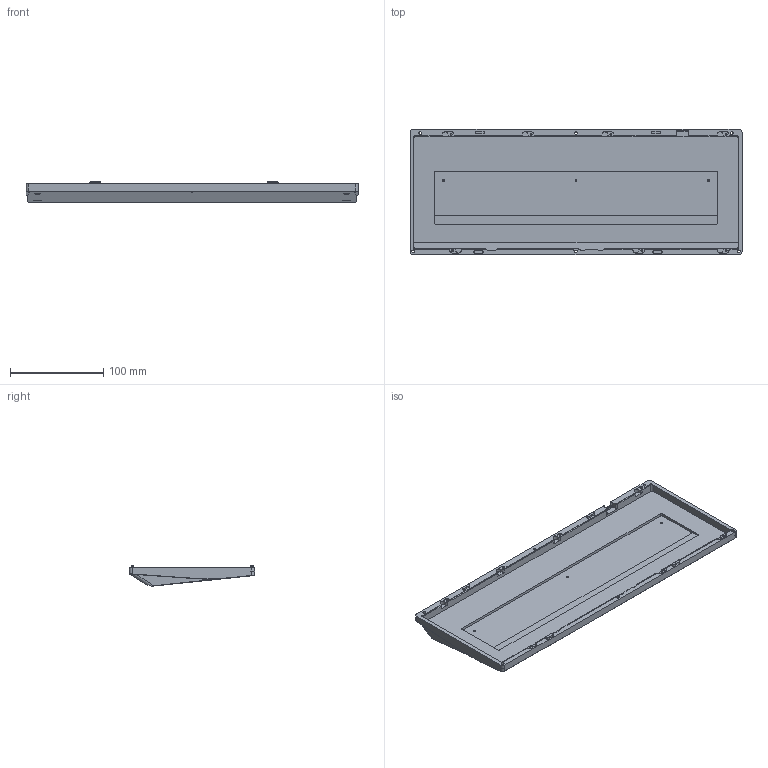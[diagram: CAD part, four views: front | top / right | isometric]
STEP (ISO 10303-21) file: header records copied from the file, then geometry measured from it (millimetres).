
FILE_DESCRIPTION(/* description */ (''),/* implementation_level */ '2;1');
FILE_NAME(/* name */ 'bottom.step',/* time_stamp */ '2024-01-27T19:32:56Z',/* author */ (''),/* organization */ (''),/* preprocessor_version */ 'ST-DEVELOPER v20',/* originating_system */ 'Autodesk Translation Framework v12.14.0.127',/* authorisation */ '');
FILE_SCHEMA (('AUTOMOTIVE_DESIGN { 1 0 10303 214 3 1 1 }'));
Length unit declared in the file: millimetre
Products named in the file (2): (Unsaved); Bottom
Assembly tree (1 placements, depth 2):
  (Unsaved)
    Bottom
Bounding box: 356.61 x 134.48 x 21.62 mm (x, y, z)
Volume: 257085 mm3; surface area: 117444.5 mm2
Topology: 1 solids, 1 shells, 313 faces, 844 edges, 547 vertices
Faces by surface type: plane 147, cylinder 134, cone 25, bspline 7
Full cylindrical faces by diameter (mm): 2.075 x10, 2.9 x6, 4.9 x6, 8 x4
Entity records: 10159 total; most frequent: CARTESIAN_POINT 2031, DIRECTION 1730, ORIENTED_EDGE 1668, EDGE_CURVE 834, AXIS2_PLACEMENT_3D 608, VERTEX_POINT 547, LINE 514, VECTOR 514
